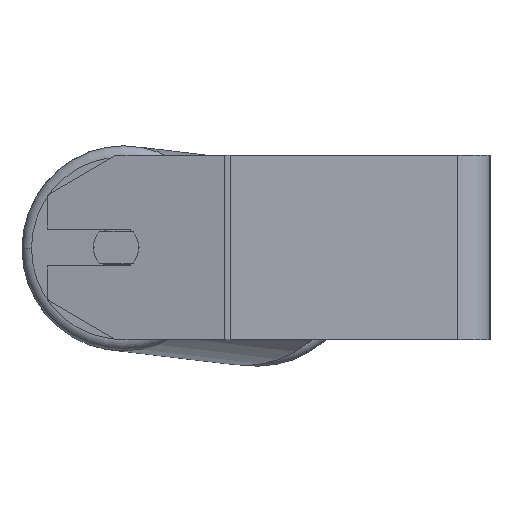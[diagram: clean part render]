
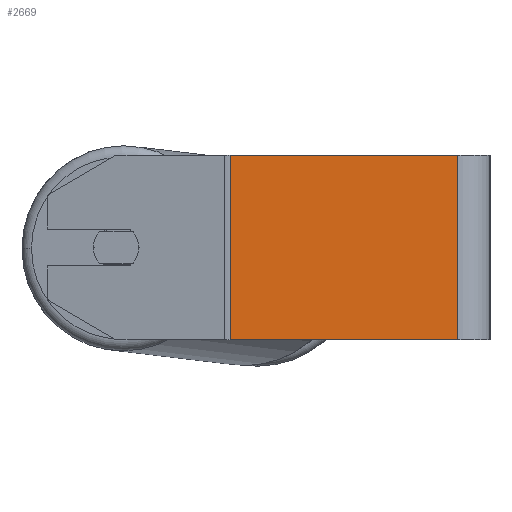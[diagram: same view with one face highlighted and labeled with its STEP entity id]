
A CAD part, left-side view. The second image highlights one B-rep face of the part: STEP entity #2669.
In plain terms, the highlighted planar face has unit normal (-1, 0, 0).
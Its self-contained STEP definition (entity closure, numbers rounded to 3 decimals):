
#277 = VERTEX_POINT ( 'NONE', #1103 ) ;
#587 = ORIENTED_EDGE ( 'NONE', *, *, #4064, .F. ) ;
#720 = DIRECTION ( 'NONE',  ( 1., 0., 0. ) ) ;
#1010 = DIRECTION ( 'NONE',  ( 0., 0., -1. ) ) ;
#1103 = CARTESIAN_POINT ( 'NONE',  ( -525., 112.767, 40. ) ) ;
#1163 = ORIENTED_EDGE ( 'NONE', *, *, #4263, .T. ) ;
#1327 = CARTESIAN_POINT ( 'NONE',  ( -525., 113.992, 40. ) ) ;
#1471 = ORIENTED_EDGE ( 'NONE', *, *, #2746, .F. ) ;
#1850 = CARTESIAN_POINT ( 'NONE',  ( -525., 112.767, -40. ) ) ;
#2053 = LINE ( 'NONE', #4722, #6369 ) ;
#2174 = EDGE_CURVE ( 'NONE', #4444, #6275, #5601, .T. ) ;
#2340 = CARTESIAN_POINT ( 'NONE',  ( -525., 113.992, -40. ) ) ;
#2565 = AXIS2_PLACEMENT_3D ( 'NONE', #8701, #720, #8151 ) ;
#2669 = ADVANCED_FACE ( 'NONE', ( #4817 ), #3352, .F. ) ;
#2746 = EDGE_CURVE ( 'NONE', #7161, #6275, #2053, .T. ) ;
#2975 = DIRECTION ( 'NONE',  ( 0., -1., 0. ) ) ;
#3250 = VECTOR ( 'NONE', #2975, 1000. ) ;
#3312 = CARTESIAN_POINT ( 'NONE',  ( -525., 14., -40. ) ) ;
#3352 = PLANE ( 'NONE',  #2565 ) ;
#4064 = EDGE_CURVE ( 'NONE', #277, #7161, #7419, .T. ) ;
#4263 = EDGE_CURVE ( 'NONE', #277, #4444, #7817, .T. ) ;
#4444 = VERTEX_POINT ( 'NONE', #1850 ) ;
#4553 = CARTESIAN_POINT ( 'NONE',  ( -525., 14., 40. ) ) ;
#4722 = CARTESIAN_POINT ( 'NONE',  ( -525., 14., 40. ) ) ;
#4740 = ORIENTED_EDGE ( 'NONE', *, *, #2174, .T. ) ;
#4817 = FACE_OUTER_BOUND ( 'NONE', #7237, .T. ) ;
#5601 = LINE ( 'NONE', #2340, #3250 ) ;
#6275 = VERTEX_POINT ( 'NONE', #3312 ) ;
#6364 = VECTOR ( 'NONE', #1010, 1000. ) ;
#6369 = VECTOR ( 'NONE', #7428, 1000. ) ;
#6713 = DIRECTION ( 'NONE',  ( 0., -1., 0. ) ) ;
#7113 = CARTESIAN_POINT ( 'NONE',  ( -525., 112.767, 40. ) ) ;
#7161 = VERTEX_POINT ( 'NONE', #4553 ) ;
#7213 = VECTOR ( 'NONE', #6713, 1000. ) ;
#7237 = EDGE_LOOP ( 'NONE', ( #4740, #1471, #587, #1163 ) ) ;
#7419 = LINE ( 'NONE', #1327, #7213 ) ;
#7428 = DIRECTION ( 'NONE',  ( 0., 0., -1. ) ) ;
#7817 = LINE ( 'NONE', #7113, #6364 ) ;
#8151 = DIRECTION ( 'NONE',  ( 0., 0., -1. ) ) ;
#8701 = CARTESIAN_POINT ( 'NONE',  ( -525., 113.992, 40. ) ) ;
